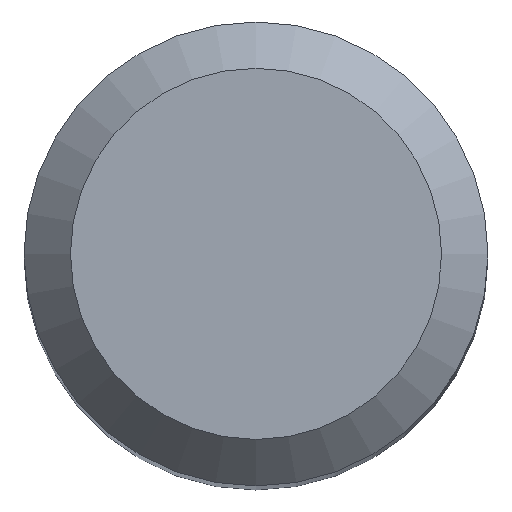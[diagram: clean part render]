
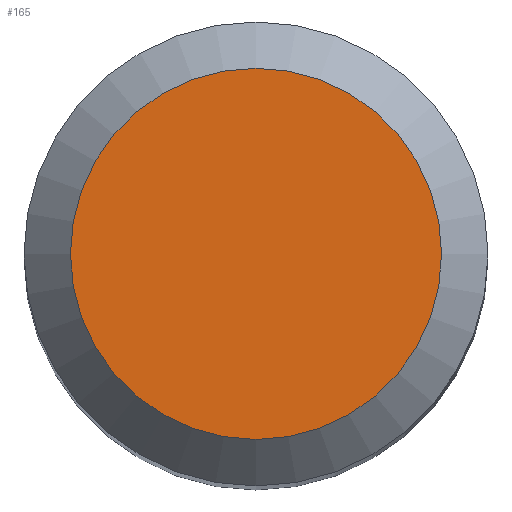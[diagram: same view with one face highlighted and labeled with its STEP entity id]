
A CAD part, top view. The second image highlights one B-rep face of the part: STEP entity #165.
In plain terms, the highlighted planar face has unit normal (0, 0, 1).
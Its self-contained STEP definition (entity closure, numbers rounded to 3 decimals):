
#16 = CARTESIAN_POINT ( 'NONE',  ( 0., 0., 64. ) ) ;
#18 = EDGE_CURVE ( 'NONE', #262, #262, #74, .T. ) ;
#23 = DIRECTION ( 'NONE',  ( 0., -1., 0. ) ) ;
#27 = AXIS2_PLACEMENT_3D ( 'NONE', #279, #61, #162 ) ;
#34 = PLANE ( 'NONE',  #27 ) ;
#44 = CARTESIAN_POINT ( 'NONE',  ( 0., -3.2, 64. ) ) ;
#50 = DIRECTION ( 'NONE',  ( 0., 0., 1. ) ) ;
#61 = DIRECTION ( 'NONE',  ( 0., 0., -1. ) ) ;
#74 = CIRCLE ( 'NONE', #251, 3.2 ) ;
#76 = ORIENTED_EDGE ( 'NONE', *, *, #18, .T. ) ;
#98 = EDGE_LOOP ( 'NONE', ( #76 ) ) ;
#162 = DIRECTION ( 'NONE',  ( 0., 1., 0. ) ) ;
#165 = ADVANCED_FACE ( 'NONE', ( #189 ), #34, .F. ) ;
#189 = FACE_OUTER_BOUND ( 'NONE', #98, .T. ) ;
#251 = AXIS2_PLACEMENT_3D ( 'NONE', #16, #50, #23 ) ;
#262 = VERTEX_POINT ( 'NONE', #44 ) ;
#279 = CARTESIAN_POINT ( 'NONE',  ( 0., 0., 64. ) ) ;
